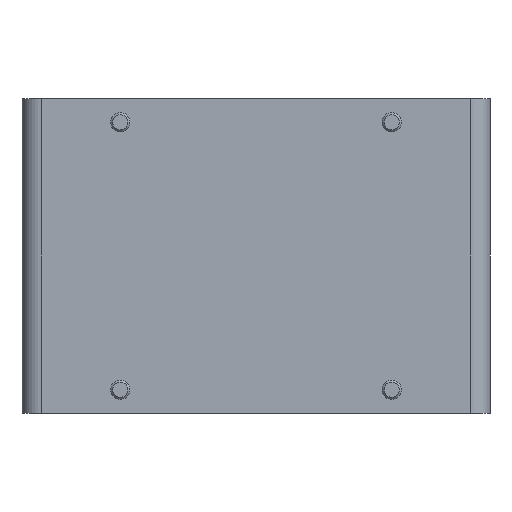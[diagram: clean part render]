
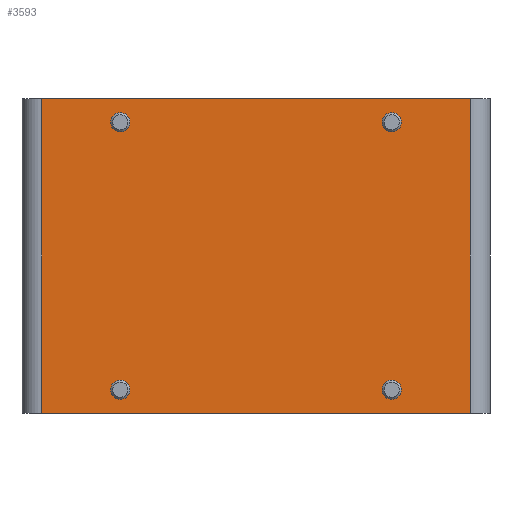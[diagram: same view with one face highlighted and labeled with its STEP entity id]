
A CAD part, left-side view. The second image highlights one B-rep face of the part: STEP entity #3593.
In plain terms, the highlighted planar face has unit normal (-1, 0, 0).
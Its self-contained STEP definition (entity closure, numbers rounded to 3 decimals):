
#31=DIRECTION('',(0.,-1.,0.));
#32=VECTOR('',#31,109.);
#33=CARTESIAN_POINT('',(-21.25,54.5,0.));
#34=LINE('',#33,#32);
#785=DIRECTION('',(0.,-1.,0.));
#786=VECTOR('',#785,109.);
#787=CARTESIAN_POINT('',(-21.25,54.5,80.));
#788=LINE('',#787,#786);
#1216=CARTESIAN_POINT('',(-21.25,34.5,6.));
#1217=DIRECTION('',(-1.,0.,0.));
#1218=DIRECTION('',(0.,0.,1.));
#1219=AXIS2_PLACEMENT_3D('',#1216,#1217,#1218);
#1221=CARTESIAN_POINT('',(-21.25,34.5,6.));
#1222=DIRECTION('',(-1.,0.,0.));
#1223=DIRECTION('',(0.,0.,-1.));
#1224=AXIS2_PLACEMENT_3D('',#1221,#1222,#1223);
#1226=CARTESIAN_POINT('',(-21.25,34.5,74.));
#1227=DIRECTION('',(-1.,0.,0.));
#1228=DIRECTION('',(0.,0.,1.));
#1229=AXIS2_PLACEMENT_3D('',#1226,#1227,#1228);
#1231=CARTESIAN_POINT('',(-21.25,34.5,74.));
#1232=DIRECTION('',(-1.,0.,0.));
#1233=DIRECTION('',(0.,0.,-1.));
#1234=AXIS2_PLACEMENT_3D('',#1231,#1232,#1233);
#1236=CARTESIAN_POINT('',(-21.25,-34.5,6.));
#1237=DIRECTION('',(-1.,0.,0.));
#1238=DIRECTION('',(0.,0.,1.));
#1239=AXIS2_PLACEMENT_3D('',#1236,#1237,#1238);
#1241=CARTESIAN_POINT('',(-21.25,-34.5,6.));
#1242=DIRECTION('',(-1.,0.,0.));
#1243=DIRECTION('',(0.,0.,-1.));
#1244=AXIS2_PLACEMENT_3D('',#1241,#1242,#1243);
#1246=CARTESIAN_POINT('',(-21.25,-34.5,74.));
#1247=DIRECTION('',(-1.,0.,0.));
#1248=DIRECTION('',(0.,0.,1.));
#1249=AXIS2_PLACEMENT_3D('',#1246,#1247,#1248);
#1251=CARTESIAN_POINT('',(-21.25,-34.5,74.));
#1252=DIRECTION('',(-1.,0.,0.));
#1253=DIRECTION('',(0.,0.,-1.));
#1254=AXIS2_PLACEMENT_3D('',#1251,#1252,#1253);
#1256=DIRECTION('',(0.,0.,-1.));
#1257=VECTOR('',#1256,80.);
#1258=CARTESIAN_POINT('',(-21.25,54.5,80.));
#1259=LINE('',#1258,#1257);
#1260=DIRECTION('',(0.,0.,-1.));
#1261=VECTOR('',#1260,80.);
#1262=CARTESIAN_POINT('',(-21.25,-54.5,80.));
#1263=LINE('',#1262,#1261);
#1437=CARTESIAN_POINT('',(-21.25,34.5,8.45));
#1438=CARTESIAN_POINT('',(-21.25,34.5,3.55));
#1439=VERTEX_POINT('',#1437);
#1440=VERTEX_POINT('',#1438);
#1441=CARTESIAN_POINT('',(-21.25,34.5,76.45));
#1442=CARTESIAN_POINT('',(-21.25,34.5,71.55));
#1443=VERTEX_POINT('',#1441);
#1444=VERTEX_POINT('',#1442);
#1445=CARTESIAN_POINT('',(-21.25,-34.5,8.45));
#1446=CARTESIAN_POINT('',(-21.25,-34.5,3.55));
#1447=VERTEX_POINT('',#1445);
#1448=VERTEX_POINT('',#1446);
#1449=CARTESIAN_POINT('',(-21.25,-34.5,76.45));
#1450=CARTESIAN_POINT('',(-21.25,-34.5,71.55));
#1451=VERTEX_POINT('',#1449);
#1452=VERTEX_POINT('',#1450);
#1645=CARTESIAN_POINT('',(-21.25,54.5,0.));
#1647=VERTEX_POINT('',#1645);
#1651=CARTESIAN_POINT('',(-21.25,54.5,80.));
#1652=VERTEX_POINT('',#1651);
#1654=CARTESIAN_POINT('',(-21.25,-54.5,0.));
#1656=VERTEX_POINT('',#1654);
#1657=CARTESIAN_POINT('',(-21.25,-54.5,80.));
#1658=VERTEX_POINT('',#1657);
#3557=CARTESIAN_POINT('',(-21.25,59.5,0.));
#3558=DIRECTION('',(-1.,0.,0.));
#3559=DIRECTION('',(0.,-1.,0.));
#3560=AXIS2_PLACEMENT_3D('',#3557,#3558,#3559);
#3561=PLANE('',#3560);
#3563=ORIENTED_EDGE('',*,*,#3562,.F.);
#3564=ORIENTED_EDGE('',*,*,#2902,.T.);
#3565=ORIENTED_EDGE('',*,*,#3550,.T.);
#3566=ORIENTED_EDGE('',*,*,#1840,.F.);
#3567=EDGE_LOOP('',(#3563,#3564,#3565,#3566));
#3568=FACE_OUTER_BOUND('',#3567,.F.);
#3570=ORIENTED_EDGE('',*,*,#3569,.T.);
#3572=ORIENTED_EDGE('',*,*,#3571,.T.);
#3573=EDGE_LOOP('',(#3570,#3572));
#3574=FACE_BOUND('',#3573,.F.);
#3576=ORIENTED_EDGE('',*,*,#3575,.T.);
#3578=ORIENTED_EDGE('',*,*,#3577,.T.);
#3579=EDGE_LOOP('',(#3576,#3578));
#3580=FACE_BOUND('',#3579,.F.);
#3582=ORIENTED_EDGE('',*,*,#3581,.T.);
#3584=ORIENTED_EDGE('',*,*,#3583,.T.);
#3585=EDGE_LOOP('',(#3582,#3584));
#3586=FACE_BOUND('',#3585,.F.);
#3588=ORIENTED_EDGE('',*,*,#3587,.T.);
#3590=ORIENTED_EDGE('',*,*,#3589,.T.);
#3591=EDGE_LOOP('',(#3588,#3590));
#3592=FACE_BOUND('',#3591,.F.);
#3593=ADVANCED_FACE('',(#3568,#3574,#3580,#3586,#3592),#3561,.T.);
#1220=CIRCLE('',#1219,2.45);
#1225=CIRCLE('',#1224,2.45);
#1230=CIRCLE('',#1229,2.45);
#1235=CIRCLE('',#1234,2.45);
#1240=CIRCLE('',#1239,2.45);
#1245=CIRCLE('',#1244,2.45);
#1250=CIRCLE('',#1249,2.45);
#1255=CIRCLE('',#1254,2.45);
#1840=EDGE_CURVE('',#1647,#1656,#34,.T.);
#2902=EDGE_CURVE('',#1652,#1658,#788,.T.);
#3550=EDGE_CURVE('',#1658,#1656,#1263,.T.);
#3562=EDGE_CURVE('',#1652,#1647,#1259,.T.);
#3569=EDGE_CURVE('',#1443,#1444,#1230,.T.);
#3571=EDGE_CURVE('',#1444,#1443,#1235,.T.);
#3575=EDGE_CURVE('',#1447,#1448,#1240,.T.);
#3577=EDGE_CURVE('',#1448,#1447,#1245,.T.);
#3581=EDGE_CURVE('',#1451,#1452,#1250,.T.);
#3583=EDGE_CURVE('',#1452,#1451,#1255,.T.);
#3587=EDGE_CURVE('',#1439,#1440,#1220,.T.);
#3589=EDGE_CURVE('',#1440,#1439,#1225,.T.);
